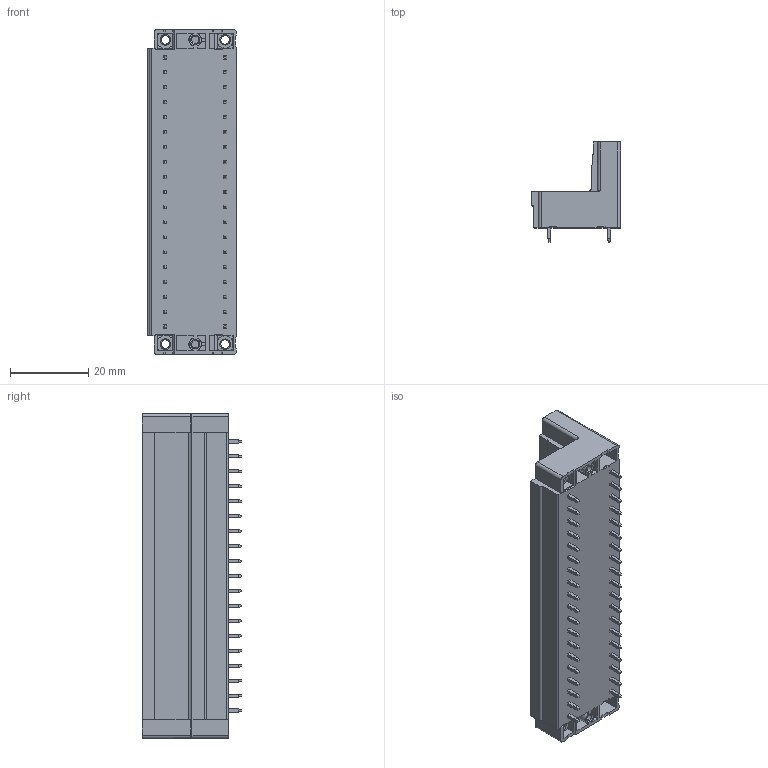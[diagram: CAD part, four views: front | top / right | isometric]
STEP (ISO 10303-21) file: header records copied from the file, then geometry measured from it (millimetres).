
FILE_DESCRIPTION((''),'2;1');
FILE_NAME('TLPHDW-105V-1','2024-09-23T11:48:27',('sheji109'),(''),'CREO PARAMETRIC BY PTC INC, 2018100','CREO PARAMETRIC BY PTC INC, 2018100','');
FILE_SCHEMA(('CONFIG_CONTROL_DESIGN'));
Products named in the file (1): TLPHDW-105V-1
Bounding box: 22.7 x 25.4 x 82.78 mm (x, y, z)
Volume: 18514.6 mm3; surface area: 19085.9 mm2
Topology: 1 solids, 1 shells, 2346 faces, 6053 edges, 3857 vertices
Faces by surface type: plane 2072, cylinder 207, cone 46, sphere 19, bspline 2
Entity records: 70076 total; most frequent: CARTESIAN_POINT 12730, ORIENTED_EDGE 12068, DIRECTION 11228, EDGE_CURVE 6034, VECTOR 5314, LINE 5314, VERTEX_POINT 3857, AXIS2_PLACEMENT_3D 2957
